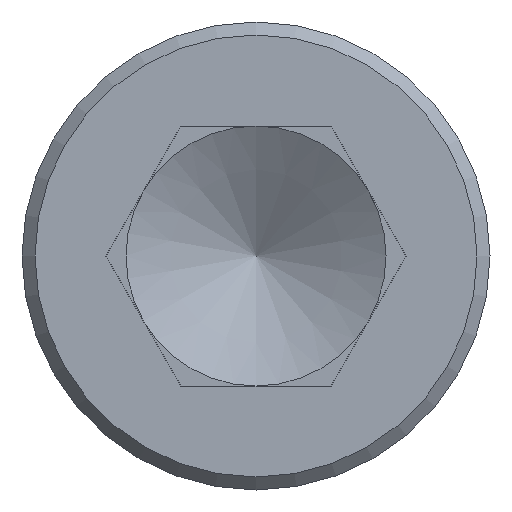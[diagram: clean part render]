
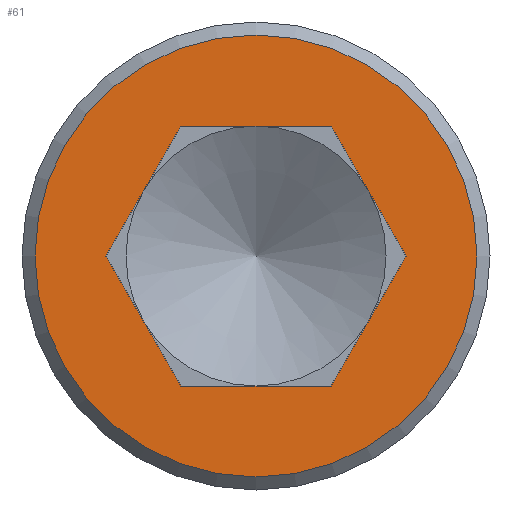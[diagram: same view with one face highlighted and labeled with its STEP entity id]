
A CAD part, left-side view. The second image highlights one B-rep face of the part: STEP entity #61.
In plain terms, the highlighted planar face has unit normal (-1, 0, 0).
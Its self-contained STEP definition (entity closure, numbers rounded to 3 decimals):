
#61 = ADVANCED_FACE( '', ( #137, #138 ), #139, .F. );
#137 = FACE_OUTER_BOUND( '', #231, .T. );
#138 = FACE_BOUND( '', #232, .T. );
#139 = PLANE( '', #233 );
#231 = EDGE_LOOP( '', ( #335 ) );
#232 = EDGE_LOOP( '', ( #336, #337, #338, #339, #340, #341 ) );
#233 = AXIS2_PLACEMENT_3D( '', #342, #343, #344 );
#335 = ORIENTED_EDGE( '', *, *, #499, .F. );
#336 = ORIENTED_EDGE( '', *, *, #500, .T. );
#337 = ORIENTED_EDGE( '', *, *, #501, .T. );
#338 = ORIENTED_EDGE( '', *, *, #502, .T. );
#339 = ORIENTED_EDGE( '', *, *, #503, .T. );
#340 = ORIENTED_EDGE( '', *, *, #504, .T. );
#341 = ORIENTED_EDGE( '', *, *, #505, .T. );
#342 = CARTESIAN_POINT( '', ( 0., 0., 0. ) );
#343 = DIRECTION( '', ( 1., 0., 0. ) );
#344 = DIRECTION( '', ( 0., 0., -1. ) );
#499 = EDGE_CURVE( '', #577, #577, #578, .T. );
#500 = EDGE_CURVE( '', #579, #580, #581, .T. );
#501 = EDGE_CURVE( '', #580, #582, #583, .T. );
#502 = EDGE_CURVE( '', #582, #584, #585, .T. );
#503 = EDGE_CURVE( '', #584, #586, #587, .T. );
#504 = EDGE_CURVE( '', #586, #588, #589, .T. );
#505 = EDGE_CURVE( '', #588, #579, #590, .T. );
#577 = VERTEX_POINT( '', #676 );
#578 = CIRCLE( '', #677, 8.5 );
#579 = VERTEX_POINT( '', #678 );
#580 = VERTEX_POINT( '', #679 );
#581 = LINE( '', #680, #681 );
#582 = VERTEX_POINT( '', #682 );
#583 = LINE( '', #683, #684 );
#584 = VERTEX_POINT( '', #685 );
#585 = LINE( '', #686, #687 );
#586 = VERTEX_POINT( '', #688 );
#587 = LINE( '', #689, #690 );
#588 = VERTEX_POINT( '', #691 );
#589 = LINE( '', #692, #693 );
#590 = LINE( '', #694, #695 );
#676 = CARTESIAN_POINT( '', ( 0., 0., -8.5 ) );
#677 = AXIS2_PLACEMENT_3D( '', #789, #790, #791 );
#678 = CARTESIAN_POINT( '', ( 0., 2.887, 5. ) );
#679 = CARTESIAN_POINT( '', ( 0., -2.887, 5. ) );
#680 = CARTESIAN_POINT( '', ( 0., 2.887, 5. ) );
#681 = VECTOR( '', #792, 1000. );
#682 = CARTESIAN_POINT( '', ( 0., -5.774, 0. ) );
#683 = CARTESIAN_POINT( '', ( 0., -2.887, 5. ) );
#684 = VECTOR( '', #793, 1000. );
#685 = CARTESIAN_POINT( '', ( 0., -2.887, -5. ) );
#686 = CARTESIAN_POINT( '', ( 0., -5.774, 0. ) );
#687 = VECTOR( '', #794, 1000. );
#688 = CARTESIAN_POINT( '', ( 0., 2.887, -5. ) );
#689 = CARTESIAN_POINT( '', ( 0., -2.887, -5. ) );
#690 = VECTOR( '', #795, 1000. );
#691 = CARTESIAN_POINT( '', ( 0., 5.774, 0. ) );
#692 = CARTESIAN_POINT( '', ( 0., 2.887, -5. ) );
#693 = VECTOR( '', #796, 1000. );
#694 = CARTESIAN_POINT( '', ( 0., 5.774, 0. ) );
#695 = VECTOR( '', #797, 1000. );
#789 = CARTESIAN_POINT( '', ( 0., 0., 0. ) );
#790 = DIRECTION( '', ( 1., 0., 0. ) );
#791 = DIRECTION( '', ( 0., 0., -1. ) );
#792 = DIRECTION( '', ( 0., -1., 0. ) );
#793 = DIRECTION( '', ( 0., -0.5, -0.866 ) );
#794 = DIRECTION( '', ( 0., 0.5, -0.866 ) );
#795 = DIRECTION( '', ( 0., 1., 0. ) );
#796 = DIRECTION( '', ( 0., 0.5, 0.866 ) );
#797 = DIRECTION( '', ( 0., -0.5, 0.866 ) );
